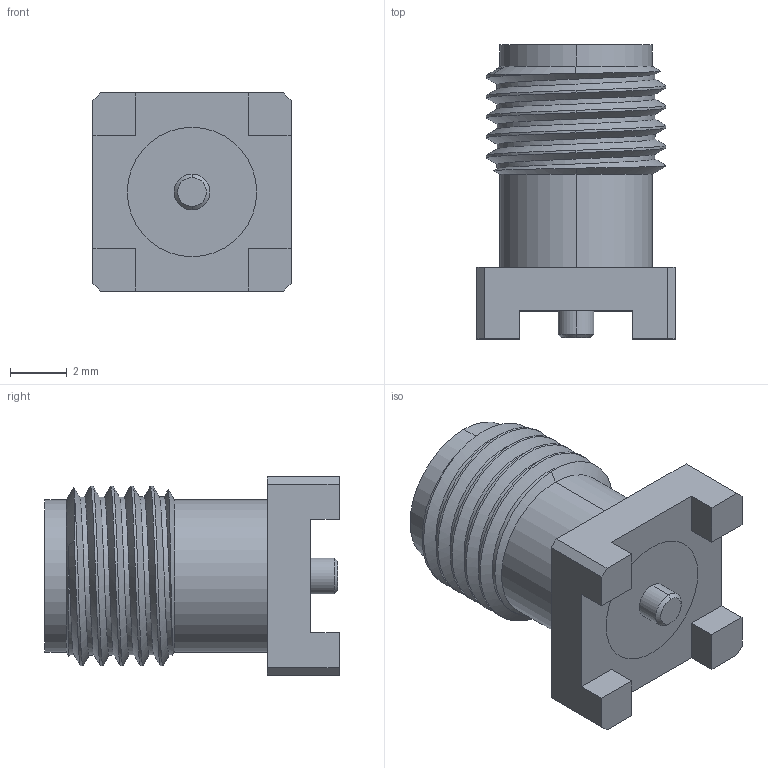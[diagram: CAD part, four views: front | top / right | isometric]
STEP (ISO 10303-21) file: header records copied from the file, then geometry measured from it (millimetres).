
FILE_DESCRIPTION (( 'STEP AP214' ), '1' );
FILE_NAME ('CONSMA001-SMD.STEP', '2020-10-27T22:45:46', ( '' ), ( '' ), 'SwSTEP 2.0', 'SolidWorks 2017', '' );
FILE_SCHEMA (( 'AUTOMOTIVE_DESIGN' ));
Length unit declared in the file: millimetre
Products named in the file (1): CONSMA001-SMD
Bounding box: 7 x 10.4 x 7 mm (x, y, z)
Volume: 239.9 mm3; surface area: 588.2 mm2
Topology: 3 solids, 3 shells, 56 faces, 144 edges, 95 vertices
Faces by surface type: plane 27, cylinder 20, cone 6, bspline 3
Entity records: 3402 total; most frequent: CARTESIAN_POINT 2051, ORIENTED_EDGE 288, DIRECTION 241, EDGE_CURVE 144, VERTEX_POINT 95, VECTOR 85, LINE 85, AXIS2_PLACEMENT_3D 78
